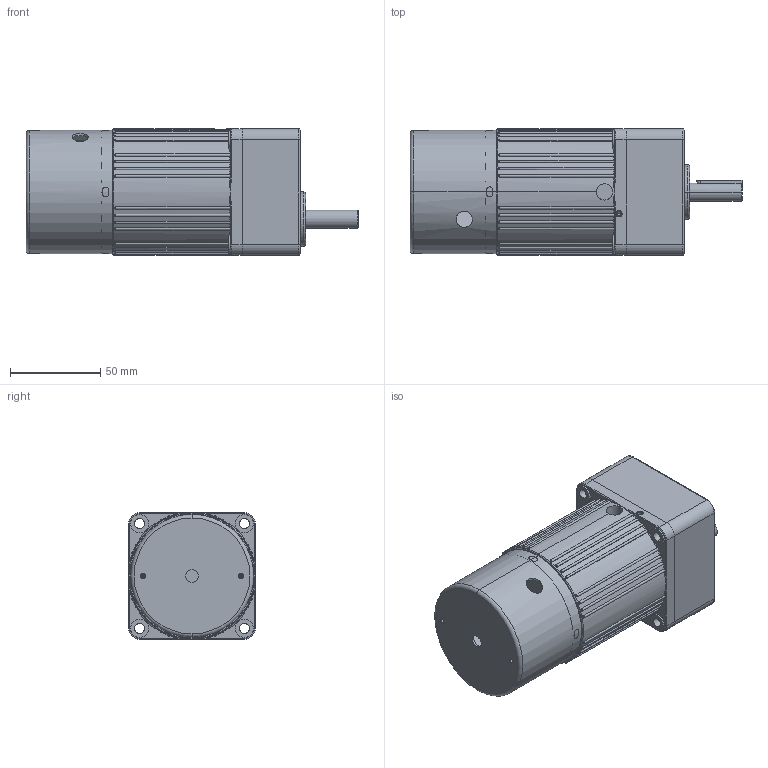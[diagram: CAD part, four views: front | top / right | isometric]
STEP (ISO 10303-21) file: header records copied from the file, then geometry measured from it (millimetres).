
FILE_DESCRIPTION (( 'STEP AP203' ), '1' );
FILE_NAME ('3IK15A-M+3GN3-15K.STEP', '2020-01-08T02:34:36', ( 'Sky123.Org' ), ( 'Sky123.Org' ), 'SwSTEP 2.0', 'SolidWorks 2014', '' );
FILE_SCHEMA (( 'CONFIG_CONTROL_DESIGN' ));
Length unit declared in the file: millimetre
Products named in the file (4): 3IK15A; 70价陬欶褲; 3GN3-15K; 3IK15A-M+3GN3-15K
Assembly tree (3 placements, depth 2):
  3IK15A-M+3GN3-15K
    3IK15A
    70价陬欶褲
    3GN3-15K
Bounding box: 183.5 x 70 x 70 mm (x, y, z)
Volume: 472253.3 mm3; surface area: 80389.4 mm2
Topology: 3 solids, 3 shells, 436 faces, 1144 edges, 715 vertices
Faces by surface type: cylinder 159, torus 120, plane 96, bspline 33, cone 28
Entity records: 16243 total; most frequent: CARTESIAN_POINT 5163, DIRECTION 2334, ORIENTED_EDGE 2252, EDGE_CURVE 1126, AXIS2_PLACEMENT_3D 1027, VERTEX_POINT 715, CIRCLE 618, EDGE_LOOP 487
